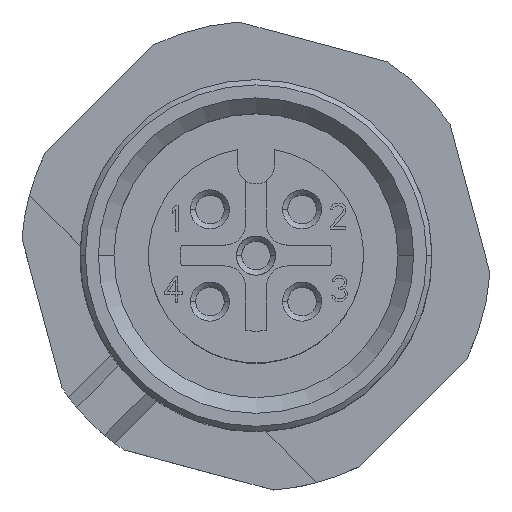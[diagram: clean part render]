
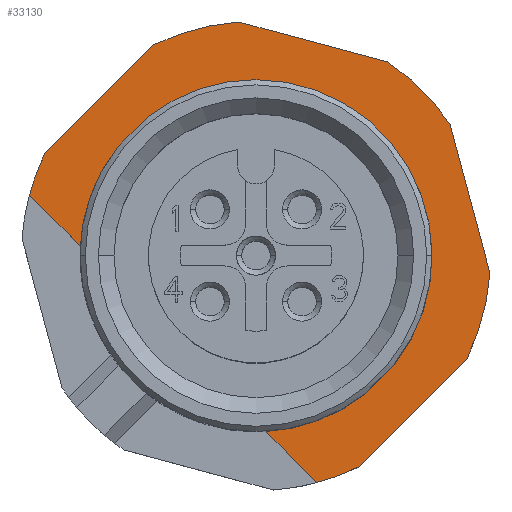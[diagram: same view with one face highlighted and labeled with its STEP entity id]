
A CAD part, top view. The second image highlights one B-rep face of the part: STEP entity #33130.
In plain terms, the highlighted planar face has unit normal (0, 0, 1).
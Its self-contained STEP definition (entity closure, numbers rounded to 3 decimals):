
#9610=CARTESIAN_POINT('',(7.445,5.057,-8.));
#9620=VERTEX_POINT('',#9610);
#9650=CARTESIAN_POINT('',(0.,0.,-8.));
#9660=DIRECTION('',(0.,0.,-1.));
#9670=DIRECTION('',(0.562,0.827,0.));
#9680=AXIS2_PLACEMENT_3D('',#9650,#9660,#9670);
#9690=CIRCLE('',#9680,9.);
#9700=CARTESIAN_POINT('',(5.057,7.445,-8.));
#9710=VERTEX_POINT('',#9700);
#9720=EDGE_CURVE('',#9710,#9620,#9690,.T.);
#10000=CARTESIAN_POINT('',(8.976,-0.657,-8.));
#10010=VERTEX_POINT('',#10000);
#10040=CARTESIAN_POINT('',(8.976,-0.657,-8.));
#10050=DIRECTION('',(-0.259,0.966,0.));
#10060=VECTOR('',#10050,5.916);
#10070=LINE('',#10040,#10060);
#10080=EDGE_CURVE('',#10010,#9620,#10070,.T.);
#10310=CARTESIAN_POINT('',(8.102,-3.919,-8.));
#10320=VERTEX_POINT('',#10310);
#10350=CARTESIAN_POINT('',(0.,0.,-8.));
#10360=DIRECTION('',(0.,0.,-1.));
#10370=DIRECTION('',(0.997,-0.073,0.));
#10380=AXIS2_PLACEMENT_3D('',#10350,#10360,#10370);
#10390=CIRCLE('',#10380,9.);
#10400=EDGE_CURVE('',#10010,#10320,#10390,.T.);
#10630=CARTESIAN_POINT('',(3.919,-8.102,-8.));
#10640=VERTEX_POINT('',#10630);
#10670=CARTESIAN_POINT('',(3.919,-8.102,-8.));
#10680=DIRECTION('',(0.707,0.707,0.));
#10690=VECTOR('',#10680,5.916);
#10700=LINE('',#10670,#10690);
#10710=EDGE_CURVE('',#10640,#10320,#10700,.T.);
#11130=CARTESIAN_POINT('',(2.329,-8.693,-8.));
#11140=VERTEX_POINT('',#11130);
#11170=CARTESIAN_POINT('',(0.,0.,-8.));
#11180=DIRECTION('',(0.,0.,-1.));
#11190=DIRECTION('',(0.435,-0.9,0.));
#11200=AXIS2_PLACEMENT_3D('',#11170,#11180,#11190);
#11210=CIRCLE('',#11200,9.);
#11220=EDGE_CURVE('',#10640,#11140,#11210,.T.);
#12750=CARTESIAN_POINT('',(-6.74,0.376,-8.));
#12760=VERTEX_POINT('',#12750);
#12790=CARTESIAN_POINT('',(0.,0.,-8.));
#12800=DIRECTION('',(0.,0.,-1.));
#12810=DIRECTION('',(0.,-1.,0.));
#12820=AXIS2_PLACEMENT_3D('',#12790,#12800,#12810);
#12830=CIRCLE('',#12820,6.75);
#12840=CARTESIAN_POINT('',(-5.317,4.158,-8.));
#12850=VERTEX_POINT('',#12840);
#12860=EDGE_CURVE('',#12760,#12850,#12830,.T.);
#14620=CARTESIAN_POINT('',(-6.364,0.,-8.));
#14630=DIRECTION('',(-0.707,0.707,0.));
#14640=VECTOR('',#14630,1.);
#14650=LINE('',#14620,#14640);
#14660=CARTESIAN_POINT('',(0.376,-6.74,-8.));
#14670=VERTEX_POINT('',#14660);
#14680=EDGE_CURVE('',#11140,#14670,#14650,.T.);
#18580=CARTESIAN_POINT('',(-8.102,3.919,-8.));
#18590=VERTEX_POINT('',#18580);
#18620=CARTESIAN_POINT('',(0.,0.,-8.));
#18630=DIRECTION('',(0.,0.,1.));
#18640=DIRECTION('',(-0.9,0.435,0.));
#18650=AXIS2_PLACEMENT_3D('',#18620,#18630,#18640);
#18660=CIRCLE('',#18650,9.);
#18670=CARTESIAN_POINT('',(-8.693,2.329,-8.));
#18680=VERTEX_POINT('',#18670);
#18690=EDGE_CURVE('',#18590,#18680,#18660,.T.);
#20120=CARTESIAN_POINT('',(-6.364,0.,-8.));
#20130=DIRECTION('',(0.707,-0.707,0.));
#20140=VECTOR('',#20130,1.);
#20150=LINE('',#20120,#20140);
#20160=EDGE_CURVE('',#18680,#12760,#20150,.T.);
#32380=CARTESIAN_POINT('',(0.,0.,-8.));
#32390=DIRECTION('',(-0.,-0.,-1.));
#32400=DIRECTION('',(0.,-1.,0.));
#32410=AXIS2_PLACEMENT_3D('',#32380,#32390,#32400);
#32420=PLANE('',#32410);
#32430=ORIENTED_EDGE('',*,*,#20160,.T.);
#32440=ORIENTED_EDGE('',*,*,#18690,.T.);
#32450=CARTESIAN_POINT('',(-3.919,8.102,-8.));
#32460=DIRECTION('',(-0.707,-0.707,0.));
#32470=VECTOR('',#32460,5.916);
#32480=LINE('',#32450,#32470);
#32490=CARTESIAN_POINT('',(-3.919,8.102,-8.));
#32500=VERTEX_POINT('',#32490);
#32510=EDGE_CURVE('',#32500,#18590,#32480,.T.);
#32520=ORIENTED_EDGE('',*,*,#32510,.T.);
#32530=CARTESIAN_POINT('',(0.,0.,-8.));
#32540=DIRECTION('',(0.,0.,1.));
#32550=DIRECTION('',(-0.073,0.997,0.));
#32560=AXIS2_PLACEMENT_3D('',#32530,#32540,#32550);
#32570=CIRCLE('',#32560,9.);
#32580=CARTESIAN_POINT('',(-0.657,8.976,-8.));
#32590=VERTEX_POINT('',#32580);
#32600=EDGE_CURVE('',#32590,#32500,#32570,.T.);
#32610=ORIENTED_EDGE('',*,*,#32600,.T.);
#32620=CARTESIAN_POINT('',(-0.657,8.976,-8.));
#32630=DIRECTION('',(0.966,-0.259,0.));
#32640=VECTOR('',#32630,5.916);
#32650=LINE('',#32620,#32640);
#32660=EDGE_CURVE('',#32590,#9710,#32650,.T.);
#32670=ORIENTED_EDGE('',*,*,#32660,.F.);
#32680=ORIENTED_EDGE('',*,*,#9720,.F.);
#32690=ORIENTED_EDGE('',*,*,#10080,.T.);
#32700=ORIENTED_EDGE('',*,*,#10400,.F.);
#32710=ORIENTED_EDGE('',*,*,#10710,.T.);
#32720=ORIENTED_EDGE('',*,*,#11220,.F.);
#32730=ORIENTED_EDGE('',*,*,#14680,.F.);
#32740=CARTESIAN_POINT('',(0.,0.,-8.));
#32750=DIRECTION('',(0.,0.,-1.));
#32760=DIRECTION('',(0.,-1.,0.));
#32770=AXIS2_PLACEMENT_3D('',#32740,#32750,#32760);
#32780=CIRCLE('',#32770,6.75);
#32790=CARTESIAN_POINT('',(4.158,-5.317,-8.));
#32800=VERTEX_POINT('',#32790);
#32810=EDGE_CURVE('',#32800,#14670,#32780,.T.);
#32820=ORIENTED_EDGE('',*,*,#32810,.T.);
#32830=CARTESIAN_POINT('',(9.475,0.,-8.));
#32840=DIRECTION('',(0.707,0.707,0.));
#32850=VECTOR('',#32840,1.);
#32860=LINE('',#32830,#32850);
#32870=CARTESIAN_POINT('',(5.317,-4.158,-8.));
#32880=VERTEX_POINT('',#32870);
#32890=EDGE_CURVE('',#32800,#32880,#32860,.T.);
#32900=ORIENTED_EDGE('',*,*,#32890,.F.);
#32910=CARTESIAN_POINT('',(0.,0.,-8.));
#32920=DIRECTION('',(0.,0.,-1.));
#32930=DIRECTION('',(0.,-1.,0.));
#32940=AXIS2_PLACEMENT_3D('',#32910,#32920,#32930);
#32950=CIRCLE('',#32940,6.75);
#32960=CARTESIAN_POINT('',(0.,6.75,-8.));
#32970=VERTEX_POINT('',#32960);
#32980=EDGE_CURVE('',#32970,#32880,#32950,.T.);
#32990=ORIENTED_EDGE('',*,*,#32980,.T.);
#33000=CARTESIAN_POINT('',(-4.158,5.317,-8.));
#33010=VERTEX_POINT('',#33000);
#33020=EDGE_CURVE('',#33010,#32970,#32950,.T.);
#33030=ORIENTED_EDGE('',*,*,#33020,.T.);
#33040=CARTESIAN_POINT('',(-9.475,0.,-8.));
#33050=DIRECTION('',(0.707,0.707,0.));
#33060=VECTOR('',#33050,1.);
#33070=LINE('',#33040,#33060);
#33080=EDGE_CURVE('',#12850,#33010,#33070,.T.);
#33090=ORIENTED_EDGE('',*,*,#33080,.T.);
#33100=ORIENTED_EDGE('',*,*,#12860,.T.);
#33110=EDGE_LOOP('',(#33100,#33090,#33030,#32990,#32900,#32820,#32730,
#32720,#32710,#32700,#32690,#32680,#32670,#32610,#32520,#32440,#32430));
#33120=FACE_OUTER_BOUND('',#33110,.T.);
#33130=ADVANCED_FACE('',(#33120),#32420,.F.);
